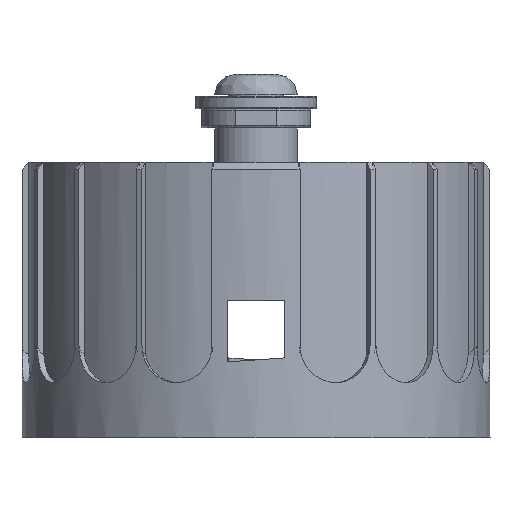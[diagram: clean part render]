
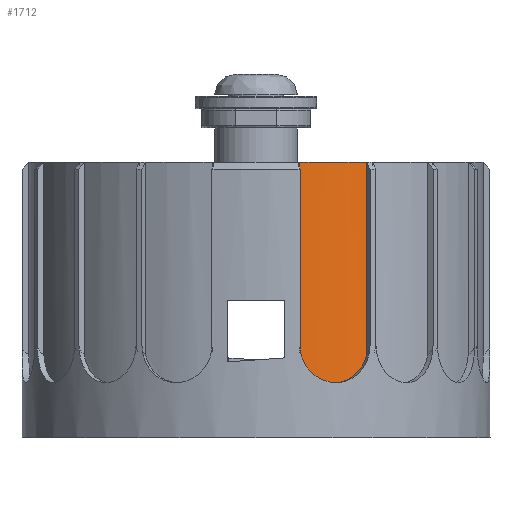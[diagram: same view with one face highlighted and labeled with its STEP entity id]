
A CAD part, left-side view. The second image highlights one B-rep face of the part: STEP entity #1712.
In plain terms, the highlighted cylindrical face has radius 16.5 mm (diameter 33 mm), a partial arc.
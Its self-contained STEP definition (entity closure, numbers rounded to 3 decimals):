
#1441=FACE_OUTER_BOUND('',#2066,.T.);
#1571=CYLINDRICAL_SURFACE('',#4424,16.5);
#1634=B_SPLINE_CURVE_WITH_KNOTS('',3,(#6583,#6584,#6585,#6586,#6587,#6588,
#6589,#6590,#6591,#6592,#6593,#6594,#6595,#6596,#6597,#6598,#6599,#6600,
#6601,#6602,#6603,#6604,#6605,#6606,#6607,#6608,#6609,#6610,#6611,#6612,
#6613,#6614,#6615,#6616,#6617,#6618),.UNSPECIFIED.,.F.,.F.,(4,2,2,2,2,2,
2,2,2,2,2,2,2,2,2,2,2,4),(0.,0.063,0.094,0.125,
0.188,0.219,0.25,0.313,
0.375,0.5,0.563,0.625,
0.688,0.719,0.75,0.813,
0.875,1.),.UNSPECIFIED.);
#1712=ADVANCED_FACE('',(#1441),#1571,.T.);
#2066=EDGE_LOOP('',(#2623,#2624,#2625,#2626));
#2273=CIRCLE('',#4423,16.5);
#2623=ORIENTED_EDGE('',*,*,#3681,.F.);
#2624=ORIENTED_EDGE('',*,*,#3682,.F.);
#2625=ORIENTED_EDGE('',*,*,#3683,.T.);
#2626=ORIENTED_EDGE('',*,*,#3684,.F.);
#3369=VERTEX_POINT('',#6577);
#3370=VERTEX_POINT('',#6578);
#3371=VERTEX_POINT('',#6580);
#3372=VERTEX_POINT('',#6582);
#3681=EDGE_CURVE('',#3369,#3370,#4039,.T.);
#3682=EDGE_CURVE('',#3371,#3369,#2273,.T.);
#3683=EDGE_CURVE('',#3371,#3372,#4040,.T.);
#3684=EDGE_CURVE('',#3370,#3372,#1634,.T.);
#4039=LINE('',#6576,#4221);
#4040=LINE('',#6581,#4222);
#4221=VECTOR('',#4973,1.);
#4222=VECTOR('',#4976,1.);
#4423=AXIS2_PLACEMENT_3D('',#6579,#4974,#4975);
#4424=AXIS2_PLACEMENT_3D('',#6619,#4977,#4978);
#4973=DIRECTION('',(0.,0.,-1.));
#4974=DIRECTION('',(0.,0.,1.));
#4975=DIRECTION('',(-0.982,-0.189,0.));
#4976=DIRECTION('',(0.,0.,-1.));
#4977=DIRECTION('',(0.,0.,1.));
#4978=DIRECTION('',(-0.982,-0.189,0.));
#6576=CARTESIAN_POINT('',(-14.413,-8.033,20.));
#6577=CARTESIAN_POINT('',(-14.413,-8.033,20.));
#6578=CARTESIAN_POINT('',(-14.413,-8.033,6.026));
#6579=CARTESIAN_POINT('',(0.,0.,20.));
#6580=CARTESIAN_POINT('',(-16.204,-3.111,20.));
#6581=CARTESIAN_POINT('',(-16.204,-3.111,20.));
#6582=CARTESIAN_POINT('',(-16.204,-3.111,6.026));
#6583=CARTESIAN_POINT('',(-14.413,-8.033,6.026));
#6584=CARTESIAN_POINT('',(-14.429,-8.003,5.898));
#6585=CARTESIAN_POINT('',(-14.451,-7.964,5.763));
#6586=CARTESIAN_POINT('',(-14.496,-7.882,5.554));
#6587=CARTESIAN_POINT('',(-14.512,-7.852,5.483));
#6588=CARTESIAN_POINT('',(-14.55,-7.782,5.34));
#6589=CARTESIAN_POINT('',(-14.578,-7.729,5.242));
#6590=CARTESIAN_POINT('',(-14.623,-7.644,5.102));
#6591=CARTESIAN_POINT('',(-14.652,-7.589,5.01));
#6592=CARTESIAN_POINT('',(-14.757,-7.382,4.766));
#6593=CARTESIAN_POINT('',(-14.787,-7.32,4.703));
#6594=CARTESIAN_POINT('',(-14.837,-7.219,4.607));
#6595=CARTESIAN_POINT('',(-14.839,-7.215,4.603));
#6596=CARTESIAN_POINT('',(-14.927,-7.031,4.449));
#6597=CARTESIAN_POINT('',(-14.985,-6.908,4.365));
#6598=CARTESIAN_POINT('',(-15.093,-6.669,4.231));
#6599=CARTESIAN_POINT('',(-15.132,-6.579,4.19));
#6600=CARTESIAN_POINT('',(-15.302,-6.178,4.043));
#6601=CARTESIAN_POINT('',(-15.408,-5.911,4.));
#6602=CARTESIAN_POINT('',(-15.554,-5.51,4.));
#6603=CARTESIAN_POINT('',(-15.602,-5.372,4.011));
#6604=CARTESIAN_POINT('',(-15.695,-5.094,4.059));
#6605=CARTESIAN_POINT('',(-15.749,-4.923,4.106));
#6606=CARTESIAN_POINT('',(-15.817,-4.701,4.186));
#6607=CARTESIAN_POINT('',(-15.852,-4.58,4.237));
#6608=CARTESIAN_POINT('',(-15.906,-4.389,4.34));
#6609=CARTESIAN_POINT('',(-15.923,-4.324,4.379));
#6610=CARTESIAN_POINT('',(-15.959,-4.192,4.466));
#6611=CARTESIAN_POINT('',(-15.987,-4.084,4.546));
#6612=CARTESIAN_POINT('',(-16.007,-4.005,4.609));
#6613=CARTESIAN_POINT('',(-16.044,-3.856,4.736));
#6614=CARTESIAN_POINT('',(-16.099,-3.617,4.999));
#6615=CARTESIAN_POINT('',(-16.112,-3.558,5.077));
#6616=CARTESIAN_POINT('',(-16.171,-3.284,5.498));
#6617=CARTESIAN_POINT('',(-16.192,-3.175,5.778));
#6618=CARTESIAN_POINT('',(-16.204,-3.111,6.026));
#6619=CARTESIAN_POINT('',(0.,0.,4.));
